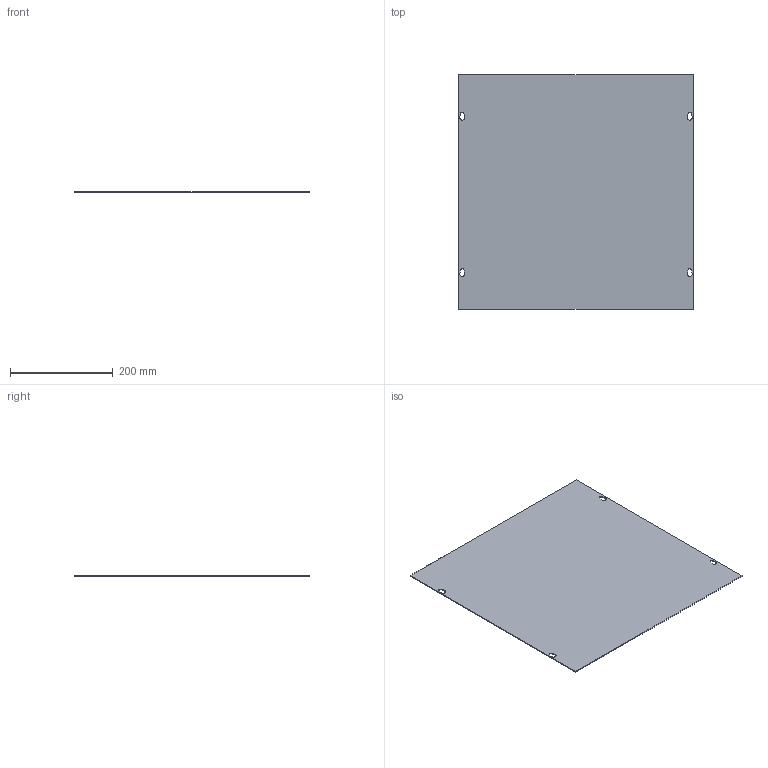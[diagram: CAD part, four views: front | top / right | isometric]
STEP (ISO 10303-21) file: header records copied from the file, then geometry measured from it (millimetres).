
FILE_DESCRIPTION(/* description */ ('SC LID, CRS - 18" X 18"'),/* implementation_level */ '2;1');
FILE_NAME(/* name */ 'SC1818.stp',/* time_stamp */ '2017-01-19T15:08:27-06:00',/* author */ ('jvoss'),/* organization */ (''),/* preprocessor_version */ 'ST-DEVELOPER v16.1',/* originating_system */ 'Autodesk Inventor 2016',/* authorisation */ '');
FILE_SCHEMA (('AUTOMOTIVE_DESIGN { 1 0 10303 214 3 1 1 }'));
Length unit declared in the file: inch
Products named in the file (2): SC1818LPA; SC1818
Assembly tree (1 placements, depth 2):
  SC1818
    SC1818LPA
Bounding box: 457.2 x 457.2 x 1.57 mm (x, y, z)
Volume: 328431.4 mm3; surface area: 420247 mm2
Topology: 1 solids, 1 shells, 22 faces, 60 edges, 40 vertices
Faces by surface type: plane 14, cylinder 8
Entity records: 784 total; most frequent: DIRECTION 126, CARTESIAN_POINT 125, ORIENTED_EDGE 120, EDGE_CURVE 60, LINE 44, VECTOR 44, AXIS2_PLACEMENT_3D 41, VERTEX_POINT 40
